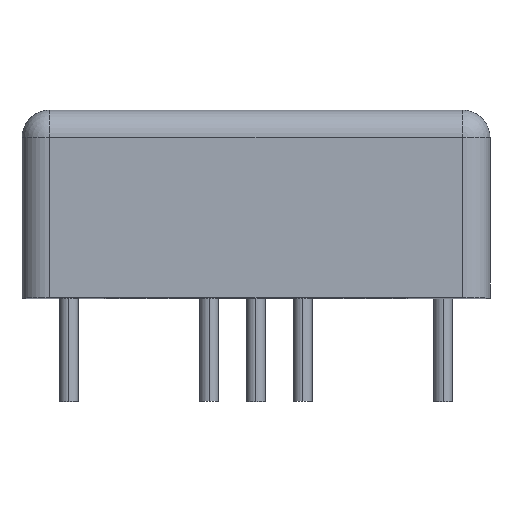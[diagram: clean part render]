
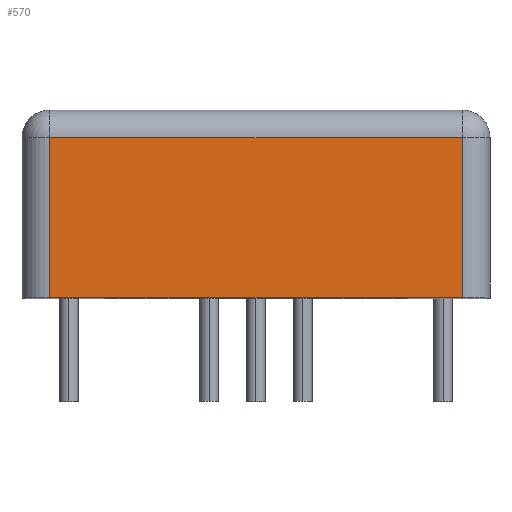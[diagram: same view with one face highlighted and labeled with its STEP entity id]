
A CAD part, top view. The second image highlights one B-rep face of the part: STEP entity #570.
In plain terms, the highlighted planar face has unit normal (0, 0, 1).
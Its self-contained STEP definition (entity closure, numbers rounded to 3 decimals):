
#26 = CARTESIAN_POINT ( 'NONE',  ( 11.2, 0., 12.7 ) ) ;
#33 = EDGE_CURVE ( 'NONE', #316, #295, #1450, .T. ) ;
#79 = CARTESIAN_POINT ( 'NONE',  ( -11.2, 10.2, 12.7 ) ) ;
#181 = EDGE_LOOP ( 'NONE', ( #1160, #350, #855, #854 ) ) ;
#209 = AXIS2_PLACEMENT_3D ( 'NONE', #1392, #1385, #698 ) ;
#278 = VERTEX_POINT ( 'NONE', #1148 ) ;
#295 = VERTEX_POINT ( 'NONE', #925 ) ;
#309 = DIRECTION ( 'NONE',  ( 0., -1., 0. ) ) ;
#316 = VERTEX_POINT ( 'NONE', #26 ) ;
#349 = EDGE_CURVE ( 'NONE', #295, #399, #1099, .T. ) ;
#350 = ORIENTED_EDGE ( 'NONE', *, *, #734, .T. ) ;
#362 = EDGE_CURVE ( 'NONE', #278, #316, #1298, .T. ) ;
#381 = VECTOR ( 'NONE', #803, 1000. ) ;
#399 = VERTEX_POINT ( 'NONE', #936 ) ;
#447 = VECTOR ( 'NONE', #1422, 1000. ) ;
#570 = ADVANCED_FACE ( 'NONE', ( #1004 ), #584, .F. ) ;
#584 = PLANE ( 'NONE',  #209 ) ;
#624 = CARTESIAN_POINT ( 'NONE',  ( 11.2, 10.2, 12.7 ) ) ;
#698 = DIRECTION ( 'NONE',  ( -1., 0., 0. ) ) ;
#730 = VECTOR ( 'NONE', #912, 1000. ) ;
#734 = EDGE_CURVE ( 'NONE', #399, #278, #1357, .T. ) ;
#803 = DIRECTION ( 'NONE',  ( 1., 0., 0. ) ) ;
#854 = ORIENTED_EDGE ( 'NONE', *, *, #33, .T. ) ;
#855 = ORIENTED_EDGE ( 'NONE', *, *, #362, .T. ) ;
#912 = DIRECTION ( 'NONE',  ( -1., 0., 0. ) ) ;
#925 = CARTESIAN_POINT ( 'NONE',  ( 11.2, 8.7, 12.7 ) ) ;
#936 = CARTESIAN_POINT ( 'NONE',  ( -11.2, 8.7, 12.7 ) ) ;
#1004 = FACE_OUTER_BOUND ( 'NONE', #181, .T. ) ;
#1034 = CARTESIAN_POINT ( 'NONE',  ( -12.7, 8.7, 12.7 ) ) ;
#1041 = VECTOR ( 'NONE', #309, 1000. ) ;
#1099 = LINE ( 'NONE', #1034, #730 ) ;
#1148 = CARTESIAN_POINT ( 'NONE',  ( -11.2, 0., 12.7 ) ) ;
#1160 = ORIENTED_EDGE ( 'NONE', *, *, #349, .T. ) ;
#1253 = CARTESIAN_POINT ( 'NONE',  ( -12.7, 0., 12.7 ) ) ;
#1298 = LINE ( 'NONE', #1253, #381 ) ;
#1357 = LINE ( 'NONE', #79, #1041 ) ;
#1385 = DIRECTION ( 'NONE',  ( 0., 0., -1. ) ) ;
#1392 = CARTESIAN_POINT ( 'NONE',  ( -12.7, 10.2, 12.7 ) ) ;
#1422 = DIRECTION ( 'NONE',  ( 0., 1., 0. ) ) ;
#1450 = LINE ( 'NONE', #624, #447 ) ;
